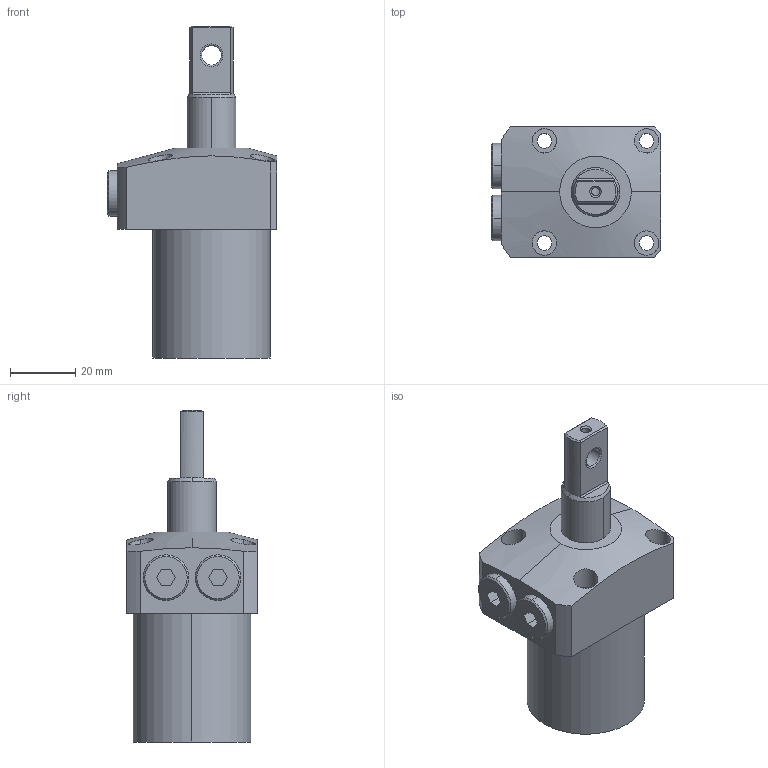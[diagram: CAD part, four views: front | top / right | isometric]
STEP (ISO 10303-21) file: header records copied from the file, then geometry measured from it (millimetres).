
FILE_DESCRIPTION (( 'STEP AP203' ), '1' );
FILE_NAME ('CHA-036Dx90G.STEP', '2019-12-07T01:56:26', ( '' ), ( '' ), 'SwSTEP 2.0', 'SolidWorks 2017', '' );
FILE_SCHEMA (( 'CONFIG_CONTROL_DESIGN' ));
Length unit declared in the file: millimetre
Products named in the file (4): CHA-036Dx90G; G1-8黑芛; CHA-036D(双臂）活塞杆_1; CHA-036C掛极_1
Assembly tree (4 placements, depth 2):
  CHA-036Dx90G
    CHA-036C掛极_1
    G1-8黑芛  x2
    CHA-036D(双臂）活塞杆_1
Bounding box: 52 x 40 x 102 mm (x, y, z)
Volume: 80716.2 mm3; surface area: 26587.7 mm2
Topology: 4 solids, 5 shells, 171 faces, 424 edges, 276 vertices
Faces by surface type: cylinder 96, plane 49, cone 18, bspline 4, torus 4
Entity records: 6055 total; most frequent: CARTESIAN_POINT 2623, ORIENTED_EDGE 638, DIRECTION 611, EDGE_CURVE 319, AXIS2_PLACEMENT_3D 244, VERTEX_POINT 207, EDGE_LOOP 160, ADVANCED_FACE 131
